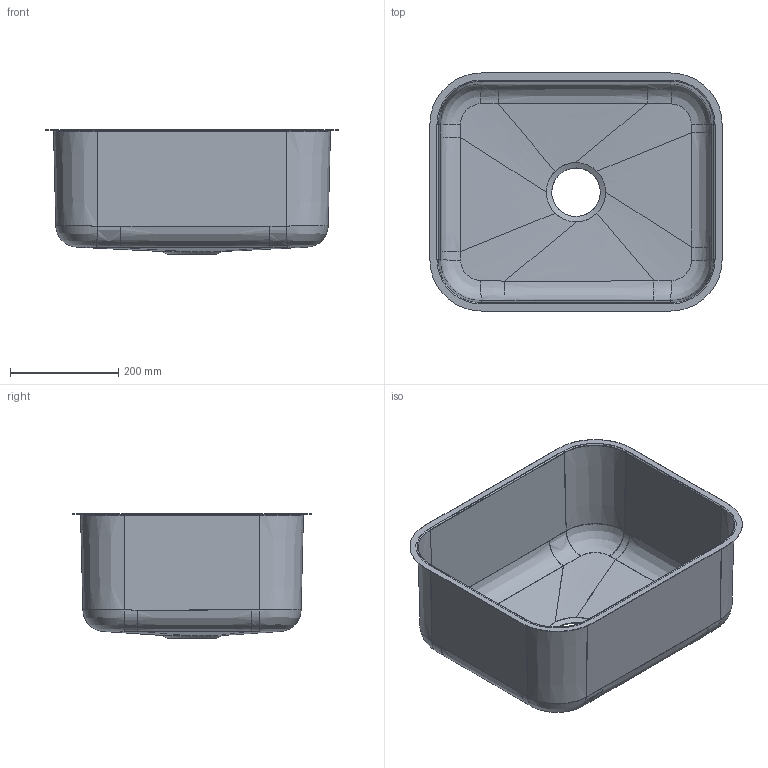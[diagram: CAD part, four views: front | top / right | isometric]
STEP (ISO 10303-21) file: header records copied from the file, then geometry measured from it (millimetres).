
FILE_DESCRIPTION(/* description */ (''),/* implementation_level */ '2;1');
FILE_NAME(/* name */ '5444',/* time_stamp */ '2020-03-09T10:07:18+08:00',/* author */ (''),/* organization */ (''),/* preprocessor_version */ 'ST-DEVELOPER v9',/* originating_system */ 'UGS - NX 4.0',/* authorisation */ '');
FILE_SCHEMA (('AUTOMOTIVE_DESIGN { 1 0 10303 214 1 1 1 1 }'));
Length unit declared in the file: millimetre
Products named in the file (1): Admi6435wifa
Bounding box: 540 x 440 x 230 mm (x, y, z)
Volume: 554485.4 mm3; surface area: 1104249.3 mm2
Topology: 1 solids, 1 shells, 94 faces, 255 edges, 164 vertices
Faces by surface type: bspline 50, plane 15, cylinder 12, cone 8, torus 8, extrusion 1
Entity records: 5848 total; most frequent: CARTESIAN_POINT 3911, ORIENTED_EDGE 500, DIRECTION 261, EDGE_CURVE 250, VERTEX_POINT 162, B_SPLINE_CURVE_WITH_KNOTS 124, AXIS2_PLACEMENT_3D 106, EDGE_LOOP 100
